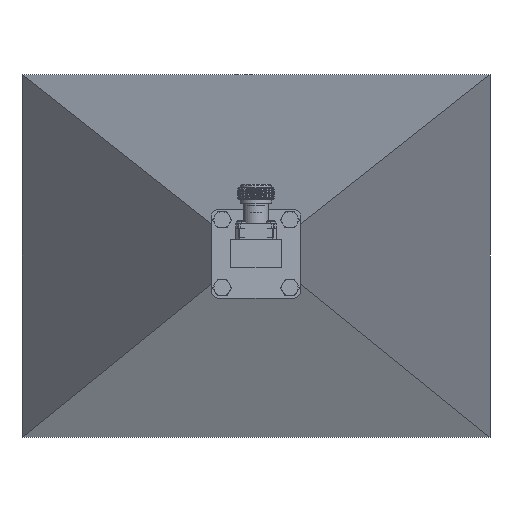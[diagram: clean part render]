
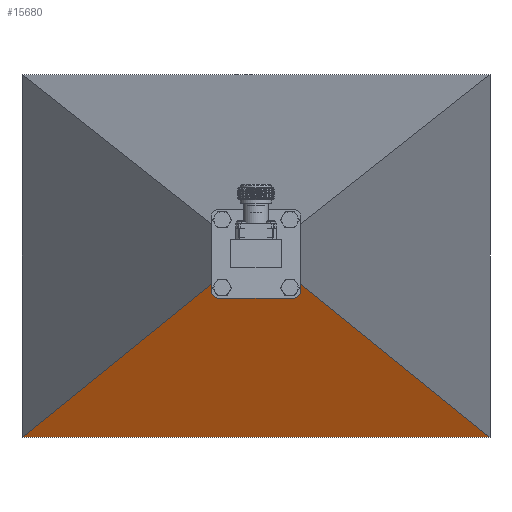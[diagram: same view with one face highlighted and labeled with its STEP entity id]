
A CAD part, top view. The second image highlights one B-rep face of the part: STEP entity #15680.
In plain terms, the highlighted planar face has unit normal (0, -0.991, 0.134).
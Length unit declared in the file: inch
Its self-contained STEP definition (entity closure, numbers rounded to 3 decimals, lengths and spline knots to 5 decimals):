
#709 = PLANE ( 'NONE',  #5357 ) ;
#1045 = VERTEX_POINT ( 'NONE', #11948 ) ;
#2476 = DIRECTION ( 'NONE',  ( -1., 0., 0. ) ) ;
#4098 = CARTESIAN_POINT ( 'NONE',  ( 3.93701, -3.05118, -21.65354 ) ) ;
#4560 = VECTOR ( 'NONE', #22646, 39.37008 ) ;
#4808 = ORIENTED_EDGE ( 'NONE', *, *, #22237, .T. ) ;
#5331 = LINE ( 'NONE', #7196, #12799 ) ;
#5357 = AXIS2_PLACEMENT_3D ( 'NONE', #20173, #7971, #2476 ) ;
#5454 = CARTESIAN_POINT ( 'NONE',  ( -0.43307, -0.24803, -0.98425 ) ) ;
#5986 = DIRECTION ( 'NONE',  ( -0.166, 0.133, 0.977 ) ) ;
#7196 = CARTESIAN_POINT ( 'NONE',  ( -3.93701, -3.05118, -21.65354 ) ) ;
#7971 = DIRECTION ( 'NONE',  ( 0., -0.991, 0.134 ) ) ;
#8516 = EDGE_CURVE ( 'NONE', #12741, #12311, #10816, .T. ) ;
#10490 = ORIENTED_EDGE ( 'NONE', *, *, #18366, .F. ) ;
#10534 = CARTESIAN_POINT ( 'NONE',  ( 0.43307, -0.24803, -0.98425 ) ) ;
#10574 = LINE ( 'NONE', #11974, #4560 ) ;
#10746 = VERTEX_POINT ( 'NONE', #4098 ) ;
#10816 = LINE ( 'NONE', #13673, #22745 ) ;
#11948 = CARTESIAN_POINT ( 'NONE',  ( -3.93701, -3.05118, -21.65354 ) ) ;
#11974 = CARTESIAN_POINT ( 'NONE',  ( -3.93701, -3.05118, -21.65354 ) ) ;
#12311 = VERTEX_POINT ( 'NONE', #10534 ) ;
#12741 = VERTEX_POINT ( 'NONE', #5454 ) ;
#12799 = VECTOR ( 'NONE', #17973, 39.37008 ) ;
#13673 = CARTESIAN_POINT ( 'NONE',  ( -0.43307, -0.24803, -0.98425 ) ) ;
#13989 = VECTOR ( 'NONE', #5986, 39.37008 ) ;
#14682 = FACE_OUTER_BOUND ( 'NONE', #20887, .T. ) ;
#15137 = LINE ( 'NONE', #16668, #13989 ) ;
#15680 = ADVANCED_FACE ( 'NONE', ( #14682 ), #709, .T. ) ;
#15687 = EDGE_CURVE ( 'NONE', #10746, #12311, #15137, .T. ) ;
#16089 = DIRECTION ( 'NONE',  ( 1., 0., 0. ) ) ;
#16668 = CARTESIAN_POINT ( 'NONE',  ( 3.93701, -3.05118, -21.65354 ) ) ;
#17022 = ORIENTED_EDGE ( 'NONE', *, *, #15687, .T. ) ;
#17973 = DIRECTION ( 'NONE',  ( 1., 0., 0. ) ) ;
#18366 = EDGE_CURVE ( 'NONE', #1045, #12741, #10574, .T. ) ;
#19366 = ORIENTED_EDGE ( 'NONE', *, *, #8516, .F. ) ;
#20173 = CARTESIAN_POINT ( 'NONE',  ( 0., -1.64961, -11.3189 ) ) ;
#20887 = EDGE_LOOP ( 'NONE', ( #10490, #4808, #17022, #19366 ) ) ;
#22237 = EDGE_CURVE ( 'NONE', #1045, #10746, #5331, .T. ) ;
#22646 = DIRECTION ( 'NONE',  ( 0.166, 0.133, 0.977 ) ) ;
#22745 = VECTOR ( 'NONE', #16089, 39.37008 ) ;
